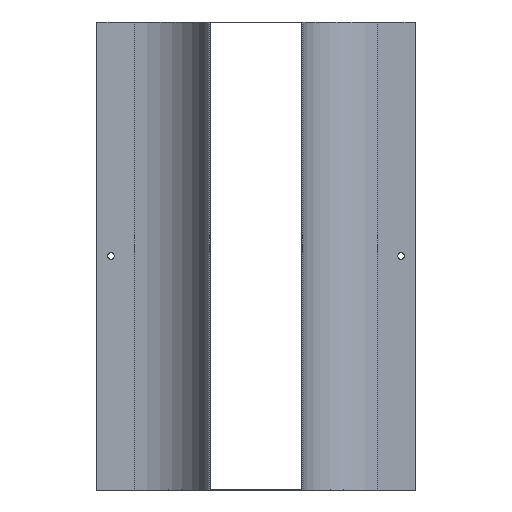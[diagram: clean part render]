
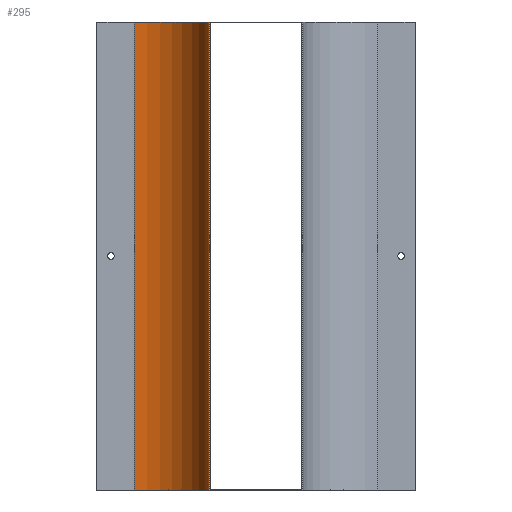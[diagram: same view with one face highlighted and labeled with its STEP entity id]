
A CAD part, front view. The second image highlights one B-rep face of the part: STEP entity #295.
In plain terms, the highlighted cylindrical face has radius 80 mm (diameter 160 mm), a partial arc.
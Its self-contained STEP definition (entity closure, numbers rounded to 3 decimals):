
#11 = VERTEX_POINT ( 'NONE', #1662 ) ;
#15 = VERTEX_POINT ( 'NONE', #1669 ) ;
#34 = VERTEX_POINT ( 'NONE', #1687 ) ;
#61 = VERTEX_POINT ( 'NONE', #1714 ) ;
#189 = AXIS2_PLACEMENT_3D ( 'NONE', #847, #848, #849 ) ;
#190 = AXIS2_PLACEMENT_3D ( 'NONE', #880, #881, #882 ) ;
#295 = ADVANCED_FACE ( 'NONE', ( #2310 ), #2314, .F. ) ;
#847 = CARTESIAN_POINT ( 'NONE',  ( -80., 40., -499. ) ) ;
#848 = DIRECTION ( 'NONE',  ( 0., 0., -1. ) ) ;
#849 = DIRECTION ( 'NONE',  ( -1., 0., 0. ) ) ;
#880 = CARTESIAN_POINT ( 'NONE',  ( -80., 40., 1. ) ) ;
#881 = DIRECTION ( 'NONE',  ( 0., 0., -1. ) ) ;
#882 = DIRECTION ( 'NONE',  ( -1., 0., 0. ) ) ;
#922 = CARTESIAN_POINT ( 'NONE',  ( 0., 40., 1. ) ) ;
#927 = DIRECTION ( 'NONE',  ( 0., 0., -1. ) ) ;
#1046 = CARTESIAN_POINT ( 'NONE',  ( -80., 120., 1. ) ) ;
#1047 = DIRECTION ( 'NONE',  ( 0., 0., -1. ) ) ;
#1187 = EDGE_CURVE ( 'NONE', #15, #61, #1466, .T. ) ;
#1189 = AXIS2_PLACEMENT_3D ( 'NONE', #1853, #1851, #1846 ) ;
#1262 = EDGE_LOOP ( 'NONE', ( #2475, #2474, #2473, #2472 ) ) ;
#1466 = CIRCLE ( 'NONE', #189, 80. ) ;
#1503 = CIRCLE ( 'NONE', #190, 80. ) ;
#1534 = LINE ( 'NONE', #922, #1539 ) ;
#1539 = VECTOR ( 'NONE', #927, 1000. ) ;
#1614 = LINE ( 'NONE', #1046, #1616 ) ;
#1616 = VECTOR ( 'NONE', #1047, 1000. ) ;
#1662 = CARTESIAN_POINT ( 'NONE',  ( -80., 120., 1. ) ) ;
#1669 = CARTESIAN_POINT ( 'NONE',  ( -80., 120., -499. ) ) ;
#1687 = CARTESIAN_POINT ( 'NONE',  ( 0., 40., 1. ) ) ;
#1714 = CARTESIAN_POINT ( 'NONE',  ( 0., 40., -499. ) ) ;
#1846 = DIRECTION ( 'NONE',  ( -1., 0., 0. ) ) ;
#1851 = DIRECTION ( 'NONE',  ( 0., 0., -1. ) ) ;
#1853 = CARTESIAN_POINT ( 'NONE',  ( -80., 40., 1. ) ) ;
#1926 = EDGE_CURVE ( 'NONE', #11, #34, #1503, .T. ) ;
#1946 = EDGE_CURVE ( 'NONE', #34, #61, #1534, .T. ) ;
#1995 = EDGE_CURVE ( 'NONE', #11, #15, #1614, .T. ) ;
#2310 = FACE_OUTER_BOUND ( 'NONE', #1262, .T. ) ;
#2314 = CYLINDRICAL_SURFACE ( 'NONE', #1189, 80. ) ;
#2472 = ORIENTED_EDGE ( 'NONE', *, *, #1926, .F. ) ;
#2473 = ORIENTED_EDGE ( 'NONE', *, *, #1946, .F. ) ;
#2474 = ORIENTED_EDGE ( 'NONE', *, *, #1187, .T. ) ;
#2475 = ORIENTED_EDGE ( 'NONE', *, *, #1995, .T. ) ;
